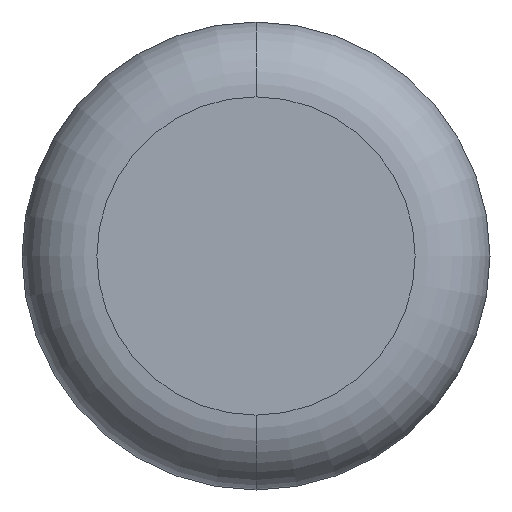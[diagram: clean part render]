
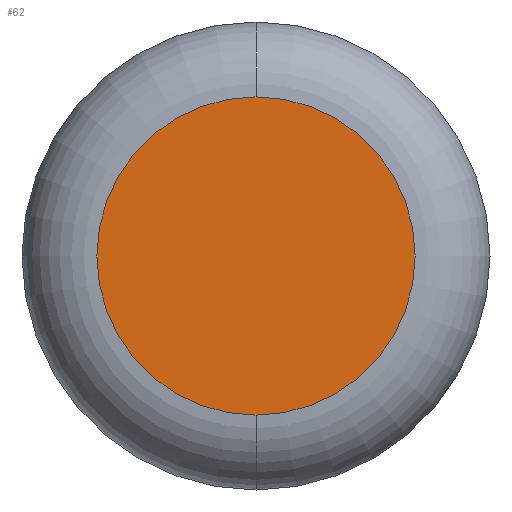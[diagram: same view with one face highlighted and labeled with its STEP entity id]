
A CAD part, front view. The second image highlights one B-rep face of the part: STEP entity #62.
In plain terms, the highlighted planar face has unit normal (0, -1, 0).
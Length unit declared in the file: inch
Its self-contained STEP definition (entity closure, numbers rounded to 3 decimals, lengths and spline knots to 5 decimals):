
#30 = CARTESIAN_POINT ( 'NONE',  ( 0., 0., 0.06375 ) ) ;
#59 = VERTEX_POINT ( 'NONE', #30 ) ;
#62 = ADVANCED_FACE ( 'NONE', ( #254 ), #510, .T. ) ;
#75 = CARTESIAN_POINT ( 'NONE',  ( 0., 0., 0. ) ) ;
#84 = CIRCLE ( 'NONE', #349, 0.06375 ) ;
#101 = VERTEX_POINT ( 'NONE', #390 ) ;
#127 = DIRECTION ( 'NONE',  ( 0., -1., 0. ) ) ;
#178 = AXIS2_PLACEMENT_3D ( 'NONE', #284, #253, #242 ) ;
#228 = EDGE_CURVE ( 'NONE', #59, #101, #398, .T. ) ;
#235 = AXIS2_PLACEMENT_3D ( 'NONE', #75, #338, #374 ) ;
#242 = DIRECTION ( 'NONE',  ( 0., 0., -1. ) ) ;
#253 = DIRECTION ( 'NONE',  ( 0., -1., 0. ) ) ;
#254 = FACE_OUTER_BOUND ( 'NONE', #288, .T. ) ;
#284 = CARTESIAN_POINT ( 'NONE',  ( 0., 0., 0. ) ) ;
#288 = EDGE_LOOP ( 'NONE', ( #431, #502 ) ) ;
#336 = CARTESIAN_POINT ( 'NONE',  ( 0., 0., 0. ) ) ;
#338 = DIRECTION ( 'NONE',  ( 0., -1., 0. ) ) ;
#349 = AXIS2_PLACEMENT_3D ( 'NONE', #336, #127, #419 ) ;
#354 = EDGE_CURVE ( 'NONE', #101, #59, #84, .T. ) ;
#374 = DIRECTION ( 'NONE',  ( 0., 0., -1. ) ) ;
#390 = CARTESIAN_POINT ( 'NONE',  ( 0., 0., -0.06375 ) ) ;
#398 = CIRCLE ( 'NONE', #178, 0.06375 ) ;
#419 = DIRECTION ( 'NONE',  ( 0., 0., -1. ) ) ;
#431 = ORIENTED_EDGE ( 'NONE', *, *, #354, .T. ) ;
#502 = ORIENTED_EDGE ( 'NONE', *, *, #228, .T. ) ;
#510 = PLANE ( 'NONE',  #235 ) ;
